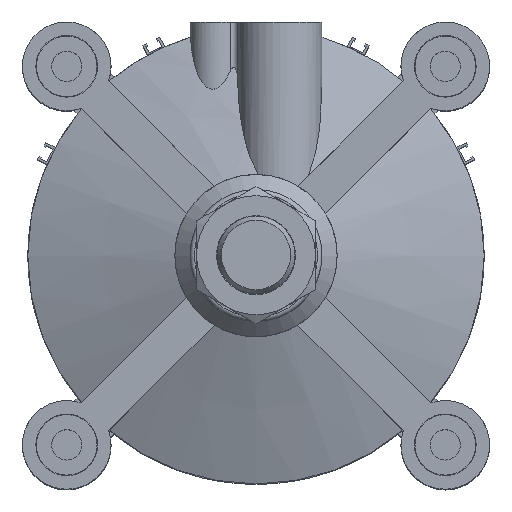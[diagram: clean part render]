
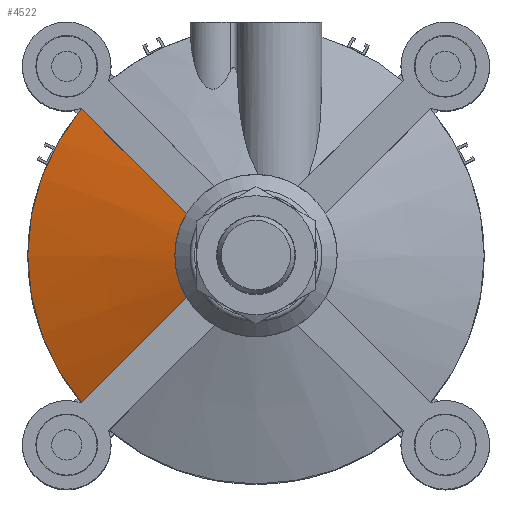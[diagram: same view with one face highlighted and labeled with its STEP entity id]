
A CAD part, top view. The second image highlights one B-rep face of the part: STEP entity #4522.
In plain terms, the highlighted conical face has half-angle 70 degrees and reference radius 71.5 mm.
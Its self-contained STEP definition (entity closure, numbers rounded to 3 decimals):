
#24=(
BOUNDED_CURVE()
B_SPLINE_CURVE(2,(#7277,#7278,#7279),.UNSPECIFIED.,.F.,.F.)
B_SPLINE_CURVE_WITH_KNOTS((3,3),(0.,7.303),.UNSPECIFIED.)
CURVE()
GEOMETRIC_REPRESENTATION_ITEM()
RATIONAL_B_SPLINE_CURVE((1.,1.14,1.))
REPRESENTATION_ITEM('')
);
#25=(
BOUNDED_CURVE()
B_SPLINE_CURVE(2,(#7284,#7285,#7286),.UNSPECIFIED.,.F.,.F.)
B_SPLINE_CURVE_WITH_KNOTS((3,3),(0.,7.303),.UNSPECIFIED.)
CURVE()
GEOMETRIC_REPRESENTATION_ITEM()
RATIONAL_B_SPLINE_CURVE((1.,1.14,1.))
REPRESENTATION_ITEM('')
);
#95=CONICAL_SURFACE('',#4936,71.5,1.222);
#1594=ORIENTED_EDGE('',*,*,#2569,.T.);
#1595=ORIENTED_EDGE('',*,*,#2570,.F.);
#1596=ORIENTED_EDGE('',*,*,#2571,.T.);
#1597=ORIENTED_EDGE('',*,*,#2572,.T.);
#2569=EDGE_CURVE('',#3109,#3110,#24,.T.);
#2570=EDGE_CURVE('',#3111,#3110,#3407,.T.);
#2571=EDGE_CURVE('',#3111,#3112,#25,.T.);
#2572=EDGE_CURVE('',#3112,#3109,#3408,.T.);
#3109=VERTEX_POINT('',#7280);
#3110=VERTEX_POINT('',#7281);
#3111=VERTEX_POINT('',#7283);
#3112=VERTEX_POINT('',#7287);
#3407=CIRCLE('',#4937,37.5);
#3408=CIRCLE('',#4938,105.5);
#3695=EDGE_LOOP('',(#1594,#1595,#1596,#1597));
#4077=FACE_BOUND('',#3695,.T.);
#4522=ADVANCED_FACE('',(#4077),#95,.T.);
#4936=AXIS2_PLACEMENT_3D('',#7276,#5864,#5865);
#4937=AXIS2_PLACEMENT_3D('',#7282,#5866,#5867);
#4938=AXIS2_PLACEMENT_3D('',#7288,#5868,#5869);
#5864=DIRECTION('',(0.,-1.,0.));
#5865=DIRECTION('',(-1.,0.,0.));
#5866=DIRECTION('',(0.,1.,0.));
#5867=DIRECTION('',(-1.,0.,0.));
#5868=DIRECTION('',(0.,1.,0.));
#5869=DIRECTION('',(-1.,0.,0.));
#7276=CARTESIAN_POINT('',(0.,28.375,0.));
#7277=CARTESIAN_POINT('',(-67.964,16.,-80.692));
#7278=CARTESIAN_POINT('',(-32.119,34.383,-44.847));
#7279=CARTESIAN_POINT('',(-19.378,40.75,-32.105));
#7280=CARTESIAN_POINT('',(-67.964,16.,-80.692));
#7281=CARTESIAN_POINT('',(-19.378,40.75,-32.105));
#7282=CARTESIAN_POINT('',(0.,40.75,0.));
#7283=CARTESIAN_POINT('',(19.378,40.75,-32.105));
#7284=CARTESIAN_POINT('',(19.378,40.75,-32.105));
#7285=CARTESIAN_POINT('',(32.119,34.383,-44.847));
#7286=CARTESIAN_POINT('',(67.964,16.,-80.692));
#7287=CARTESIAN_POINT('',(67.964,16.,-80.692));
#7288=CARTESIAN_POINT('',(0.,16.,0.));
